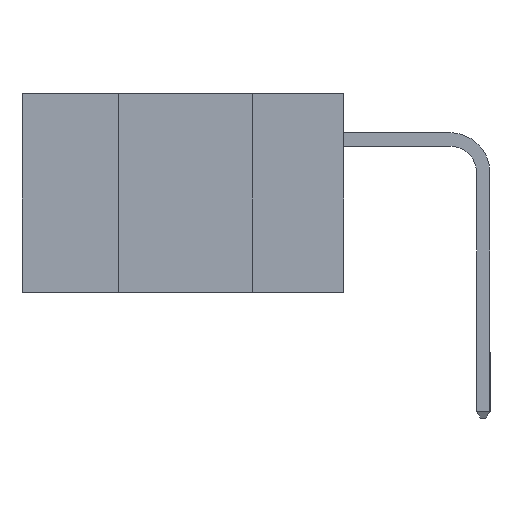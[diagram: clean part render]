
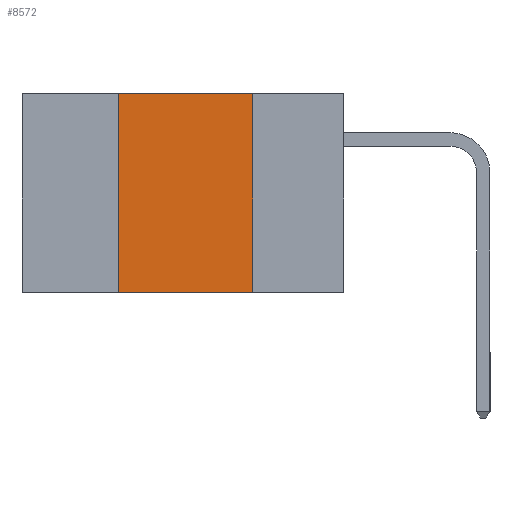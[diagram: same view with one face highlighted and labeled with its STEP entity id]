
A CAD part, left-side view. The second image highlights one B-rep face of the part: STEP entity #8572.
In plain terms, the highlighted planar face has unit normal (-1, 0, 0).
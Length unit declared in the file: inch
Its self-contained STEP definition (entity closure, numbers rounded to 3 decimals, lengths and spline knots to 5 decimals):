
#444 = PLANE ( 'NONE',  #17623 ) ;
#571 = CARTESIAN_POINT ( 'NONE',  ( 0., 0.6, 0. ) ) ;
#1445 = CARTESIAN_POINT ( 'NONE',  ( 0., 0.6, -0.37 ) ) ;
#1802 = VERTEX_POINT ( 'NONE', #10157 ) ;
#1906 = EDGE_LOOP ( 'NONE', ( #26023, #20190, #12657, #19496 ) ) ;
#2979 = VERTEX_POINT ( 'NONE', #13367 ) ;
#3471 = CARTESIAN_POINT ( 'NONE',  ( 0., 0.42, 0. ) ) ;
#3633 = DIRECTION ( 'NONE',  ( 0., 0., 1. ) ) ;
#3799 = EDGE_CURVE ( 'NONE', #2979, #19503, #3817, .T. ) ;
#3817 = LINE ( 'NONE', #17275, #9135 ) ;
#5180 = DIRECTION ( 'NONE',  ( 0., -1., 0. ) ) ;
#8572 = ADVANCED_FACE ( 'NONE', ( #17080 ), #444, .F. ) ;
#9135 = VECTOR ( 'NONE', #3633, 39.37008 ) ;
#10157 = CARTESIAN_POINT ( 'NONE',  ( 0., 0.17, -0.37 ) ) ;
#11674 = DIRECTION ( 'NONE',  ( 1., 0., 0. ) ) ;
#12448 = EDGE_CURVE ( 'NONE', #19503, #16839, #26738, .T. ) ;
#12550 = VECTOR ( 'NONE', #15006, 39.37008 ) ;
#12657 = ORIENTED_EDGE ( 'NONE', *, *, #3799, .F. ) ;
#13367 = CARTESIAN_POINT ( 'NONE',  ( 0., 0.42, -0.37 ) ) ;
#13786 = CARTESIAN_POINT ( 'NONE',  ( 0., 0.17, 0. ) ) ;
#15006 = DIRECTION ( 'NONE',  ( 0., -1., 0. ) ) ;
#15467 = CARTESIAN_POINT ( 'NONE',  ( 0., 0.17, 0. ) ) ;
#15481 = LINE ( 'NONE', #15467, #26559 ) ;
#16631 = EDGE_CURVE ( 'NONE', #2979, #1802, #20061, .T. ) ;
#16839 = VERTEX_POINT ( 'NONE', #13786 ) ;
#17080 = FACE_OUTER_BOUND ( 'NONE', #1906, .T. ) ;
#17275 = CARTESIAN_POINT ( 'NONE',  ( 0., 0.42, 0. ) ) ;
#17623 = AXIS2_PLACEMENT_3D ( 'NONE', #18379, #11674, #20973 ) ;
#17657 = DIRECTION ( 'NONE',  ( 0., 0., -1. ) ) ;
#18379 = CARTESIAN_POINT ( 'NONE',  ( 0., 0.6, 0. ) ) ;
#19496 = ORIENTED_EDGE ( 'NONE', *, *, #16631, .T. ) ;
#19503 = VERTEX_POINT ( 'NONE', #3471 ) ;
#20061 = LINE ( 'NONE', #1445, #12550 ) ;
#20190 = ORIENTED_EDGE ( 'NONE', *, *, #12448, .F. ) ;
#20973 = DIRECTION ( 'NONE',  ( 0., 0., -1. ) ) ;
#22638 = EDGE_CURVE ( 'NONE', #16839, #1802, #15481, .T. ) ;
#26023 = ORIENTED_EDGE ( 'NONE', *, *, #22638, .F. ) ;
#26559 = VECTOR ( 'NONE', #17657, 39.37008 ) ;
#26738 = LINE ( 'NONE', #571, #27457 ) ;
#27457 = VECTOR ( 'NONE', #5180, 39.37008 ) ;
